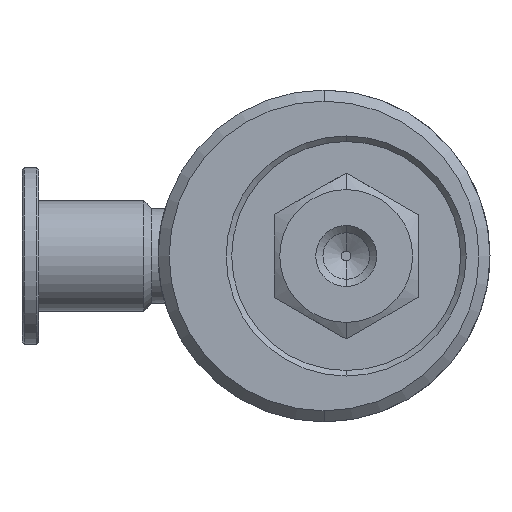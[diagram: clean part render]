
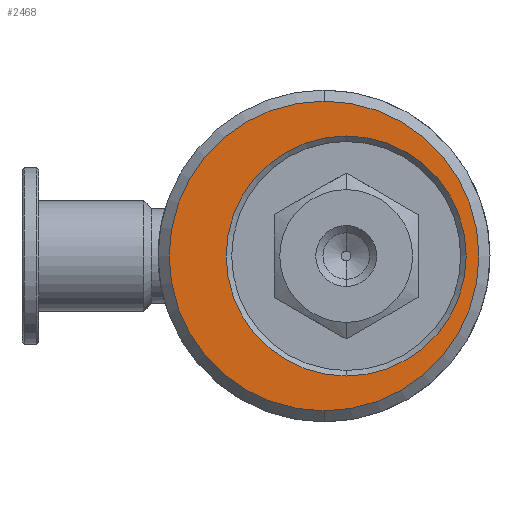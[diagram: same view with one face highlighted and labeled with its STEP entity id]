
A CAD part, left-side view. The second image highlights one B-rep face of the part: STEP entity #2468.
In plain terms, the highlighted planar face has unit normal (-1, 0, 0).
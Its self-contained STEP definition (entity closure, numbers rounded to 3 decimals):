
#55 = EDGE_CURVE ( 'NONE', #2658, #1449, #3254, .T. ) ;
#501 = CARTESIAN_POINT ( 'NONE',  ( -65.5, 2., 0. ) ) ;
#573 = PLANE ( 'NONE',  #1197 ) ;
#592 = CARTESIAN_POINT ( 'NONE',  ( -65.5, 0., -10.85 ) ) ;
#612 = ORIENTED_EDGE ( 'NONE', *, *, #3442, .F. ) ;
#613 = VERTEX_POINT ( 'NONE', #592 ) ;
#624 = CARTESIAN_POINT ( 'NONE',  ( -65.5, 2., 0. ) ) ;
#675 = CARTESIAN_POINT ( 'NONE',  ( -65.5, 2., -14. ) ) ;
#741 = CARTESIAN_POINT ( 'NONE',  ( -65.5, 0., 0. ) ) ;
#835 = CIRCLE ( 'NONE', #2851, 10.85 ) ;
#866 = DIRECTION ( 'NONE',  ( 0., 0., -1. ) ) ;
#1091 = DIRECTION ( 'NONE',  ( 0., 0., -1. ) ) ;
#1153 = CARTESIAN_POINT ( 'NONE',  ( -65.5, 0., 0. ) ) ;
#1197 = AXIS2_PLACEMENT_3D ( 'NONE', #3631, #1622, #3961 ) ;
#1273 = VERTEX_POINT ( 'NONE', #2192 ) ;
#1296 = CARTESIAN_POINT ( 'NONE',  ( -65.5, 2., 14. ) ) ;
#1315 = FACE_BOUND ( 'NONE', #3925, .T. ) ;
#1419 = FACE_OUTER_BOUND ( 'NONE', #2375, .T. ) ;
#1449 = VERTEX_POINT ( 'NONE', #1296 ) ;
#1503 = DIRECTION ( 'NONE',  ( 0., 0., -1. ) ) ;
#1622 = DIRECTION ( 'NONE',  ( -1., 0., 0. ) ) ;
#1632 = ORIENTED_EDGE ( 'NONE', *, *, #2099, .F. ) ;
#1712 = ORIENTED_EDGE ( 'NONE', *, *, #55, .F. ) ;
#1812 = CIRCLE ( 'NONE', #3168, 14. ) ;
#2099 = EDGE_CURVE ( 'NONE', #1449, #2658, #1812, .T. ) ;
#2192 = CARTESIAN_POINT ( 'NONE',  ( -65.5, 0., 10.85 ) ) ;
#2375 = EDGE_LOOP ( 'NONE', ( #1632, #1712 ) ) ;
#2381 = EDGE_CURVE ( 'NONE', #1273, #613, #835, .T. ) ;
#2468 = ADVANCED_FACE ( 'NONE', ( #1315, #1419 ), #573, .T. ) ;
#2658 = VERTEX_POINT ( 'NONE', #675 ) ;
#2664 = DIRECTION ( 'NONE',  ( 1., 0., 0. ) ) ;
#2851 = AXIS2_PLACEMENT_3D ( 'NONE', #1153, #3523, #1503 ) ;
#2888 = DIRECTION ( 'NONE',  ( 1., 0., 0. ) ) ;
#2899 = ORIENTED_EDGE ( 'NONE', *, *, #2381, .F. ) ;
#2938 = CIRCLE ( 'NONE', #2972, 10.85 ) ;
#2972 = AXIS2_PLACEMENT_3D ( 'NONE', #741, #3116, #1091 ) ;
#2999 = DIRECTION ( 'NONE',  ( 0., 0., -1. ) ) ;
#3049 = AXIS2_PLACEMENT_3D ( 'NONE', #624, #2664, #2999 ) ;
#3116 = DIRECTION ( 'NONE',  ( -1., 0., 0. ) ) ;
#3168 = AXIS2_PLACEMENT_3D ( 'NONE', #501, #2888, #866 ) ;
#3254 = CIRCLE ( 'NONE', #3049, 14. ) ;
#3442 = EDGE_CURVE ( 'NONE', #613, #1273, #2938, .T. ) ;
#3523 = DIRECTION ( 'NONE',  ( -1., 0., 0. ) ) ;
#3631 = CARTESIAN_POINT ( 'NONE',  ( -65.5, 2., 0. ) ) ;
#3925 = EDGE_LOOP ( 'NONE', ( #612, #2899 ) ) ;
#3961 = DIRECTION ( 'NONE',  ( 0., 0., -1. ) ) ;
